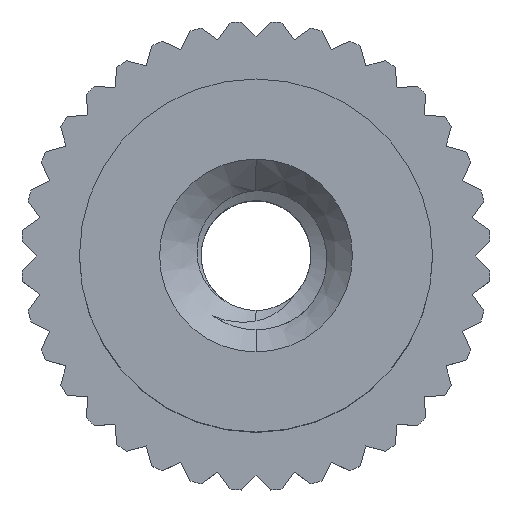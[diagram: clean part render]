
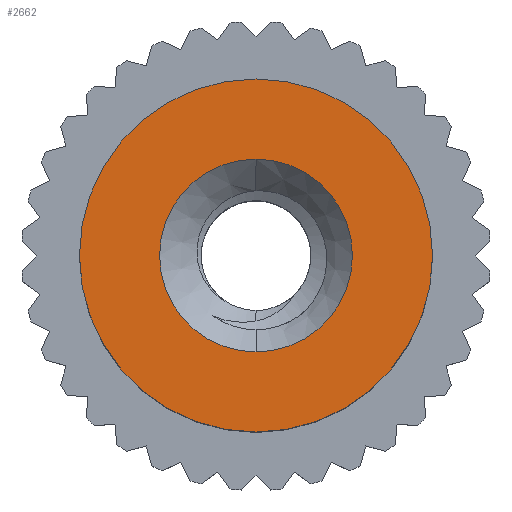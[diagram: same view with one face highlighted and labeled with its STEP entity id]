
A CAD part, top view. The second image highlights one B-rep face of the part: STEP entity #2662.
In plain terms, the highlighted planar face has unit normal (0, 0, 1).
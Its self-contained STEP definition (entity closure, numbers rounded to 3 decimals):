
#71=FACE_BOUND('',#296,.T.);
#75=PLANE('',#2823);
#152=FACE_OUTER_BOUND('',#295,.T.);
#295=EDGE_LOOP('',(#1783));
#296=EDGE_LOOP('',(#1784,#1785));
#1002=CIRCLE('',#2824,1.19);
#1003=CIRCLE('',#2825,0.65);
#1004=CIRCLE('',#2826,0.65);
#1094=VERTEX_POINT('',#3812);
#1095=VERTEX_POINT('',#3814);
#1096=VERTEX_POINT('',#3815);
#1369=EDGE_CURVE('',#1094,#1094,#1002,.T.);
#1370=EDGE_CURVE('',#1095,#1096,#1003,.T.);
#1371=EDGE_CURVE('',#1096,#1095,#1004,.T.);
#1783=ORIENTED_EDGE('',*,*,#1369,.T.);
#1784=ORIENTED_EDGE('',*,*,#1370,.T.);
#1785=ORIENTED_EDGE('',*,*,#1371,.T.);
#2662=ADVANCED_FACE('',(#152,#71),#75,.F.);
#2823=AXIS2_PLACEMENT_3D('',#3811,#3065,#3066);
#2824=AXIS2_PLACEMENT_3D('',#3813,#3067,#3068);
#2825=AXIS2_PLACEMENT_3D('',#3816,#3069,#3070);
#2826=AXIS2_PLACEMENT_3D('',#3817,#3071,#3072);
#3065=DIRECTION('center_axis',(0.,0.,
-1.));
#3066=DIRECTION('ref_axis',(0.,1.,0.));
#3067=DIRECTION('center_axis',(0.,0.,
1.));
#3068=DIRECTION('ref_axis',(0.,-1.,0.));
#3069=DIRECTION('center_axis',(0.,0.,
-1.));
#3070=DIRECTION('ref_axis',(0.,1.,0.));
#3071=DIRECTION('center_axis',(0.,0.,
-1.));
#3072=DIRECTION('ref_axis',(0.,1.,0.));
#3811=CARTESIAN_POINT('Origin',(0.,0.5,2.));
#3812=CARTESIAN_POINT('',(0.,1.19,2.));
#3813=CARTESIAN_POINT('Origin',(0.,0.,
2.));
#3814=CARTESIAN_POINT('',(0.,-0.65,2.));
#3815=CARTESIAN_POINT('',(0.,0.65,2.));
#3816=CARTESIAN_POINT('Origin',(0.,0.,
2.));
#3817=CARTESIAN_POINT('Origin',(0.,0.,
2.));
